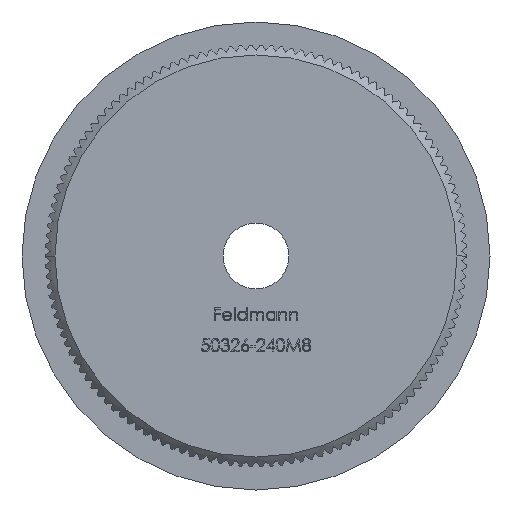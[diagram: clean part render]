
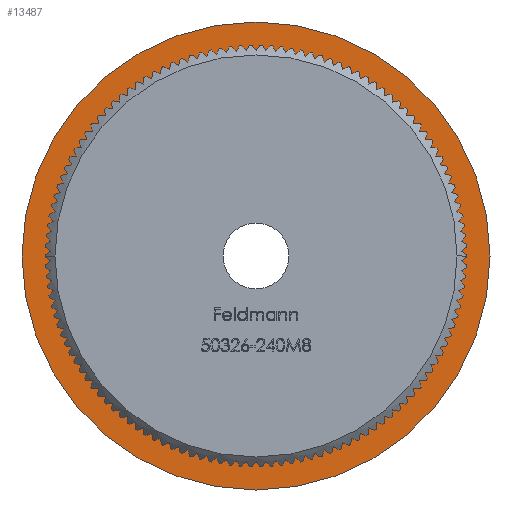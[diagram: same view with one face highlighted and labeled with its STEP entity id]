
A CAD part, front view. The second image highlights one B-rep face of the part: STEP entity #13487.
In plain terms, the highlighted planar face has unit normal (0, -1, 0).
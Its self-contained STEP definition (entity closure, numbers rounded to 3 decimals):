
#1184 = DIRECTION ( 'NONE',  ( 0., -1., 0. ) ) ;
#1449 = AXIS2_PLACEMENT_3D ( 'NONE', #11722, #27444, #14017 ) ;
#1511 = CIRCLE ( 'NONE', #21067, 24.15 ) ;
#2229 = EDGE_CURVE ( 'NONE', #21200, #6323, #20396, .T. ) ;
#3170 = EDGE_CURVE ( 'NONE', #6776, #12075, #21101, .T. ) ;
#3348 = CARTESIAN_POINT ( 'NONE',  ( 24.15, -5., 0. ) ) ;
#3400 = EDGE_CURVE ( 'NONE', #6323, #21200, #10841, .T. ) ;
#5271 = CARTESIAN_POINT ( 'NONE',  ( -21.2, -5., 0. ) ) ;
#5613 = ORIENTED_EDGE ( 'NONE', *, *, #21766, .T. ) ;
#6323 = VERTEX_POINT ( 'NONE', #5271 ) ;
#6716 = CARTESIAN_POINT ( 'NONE',  ( 21.2, -5., 0. ) ) ;
#6776 = VERTEX_POINT ( 'NONE', #21030 ) ;
#7789 = DIRECTION ( 'NONE',  ( 0., -1., 0. ) ) ;
#10123 = DIRECTION ( 'NONE',  ( 0., -1., 0. ) ) ;
#10841 = CIRCLE ( 'NONE', #18026, 21.2 ) ;
#10848 = ORIENTED_EDGE ( 'NONE', *, *, #2229, .F. ) ;
#11221 = DIRECTION ( 'NONE',  ( 0., -1., 0. ) ) ;
#11722 = CARTESIAN_POINT ( 'NONE',  ( 0., -5., 0. ) ) ;
#12075 = VERTEX_POINT ( 'NONE', #20667 ) ;
#13487 = ADVANCED_FACE ( 'NONE', ( #25463, #24744 ), #14685, .T. ) ;
#14017 = DIRECTION ( 'NONE',  ( 1., 0., 0. ) ) ;
#14685 = PLANE ( 'NONE',  #26760 ) ;
#14974 = ORIENTED_EDGE ( 'NONE', *, *, #3170, .T. ) ;
#15070 = EDGE_LOOP ( 'NONE', ( #10848, #17455 ) ) ;
#16946 = DIRECTION ( 'NONE',  ( 1., 0., 0. ) ) ;
#17455 = ORIENTED_EDGE ( 'NONE', *, *, #3400, .F. ) ;
#18026 = AXIS2_PLACEMENT_3D ( 'NONE', #23596, #10123, #25836 ) ;
#20396 = CIRCLE ( 'NONE', #27207, 21.2 ) ;
#20667 = CARTESIAN_POINT ( 'NONE',  ( 24.15, -5., 0. ) ) ;
#21030 = CARTESIAN_POINT ( 'NONE',  ( -24.15, -5., 0. ) ) ;
#21067 = AXIS2_PLACEMENT_3D ( 'NONE', #24682, #11221, #26932 ) ;
#21101 = CIRCLE ( 'NONE', #1449, 24.15 ) ;
#21200 = VERTEX_POINT ( 'NONE', #6716 ) ;
#21293 = CARTESIAN_POINT ( 'NONE',  ( 0., -5., 0. ) ) ;
#21766 = EDGE_CURVE ( 'NONE', #12075, #6776, #1511, .T. ) ;
#23538 = DIRECTION ( 'NONE',  ( 1., 0., 0. ) ) ;
#23596 = CARTESIAN_POINT ( 'NONE',  ( 0., -5., 0. ) ) ;
#24682 = CARTESIAN_POINT ( 'NONE',  ( 0., -5., 0. ) ) ;
#24744 = FACE_BOUND ( 'NONE', #15070, .T. ) ;
#25463 = FACE_OUTER_BOUND ( 'NONE', #25736, .T. ) ;
#25736 = EDGE_LOOP ( 'NONE', ( #5613, #14974 ) ) ;
#25836 = DIRECTION ( 'NONE',  ( 1., 0., 0. ) ) ;
#26760 = AXIS2_PLACEMENT_3D ( 'NONE', #3348, #1184, #16946 ) ;
#26932 = DIRECTION ( 'NONE',  ( 1., 0., 0. ) ) ;
#27207 = AXIS2_PLACEMENT_3D ( 'NONE', #21293, #7789, #23538 ) ;
#27444 = DIRECTION ( 'NONE',  ( 0., -1., 0. ) ) ;
